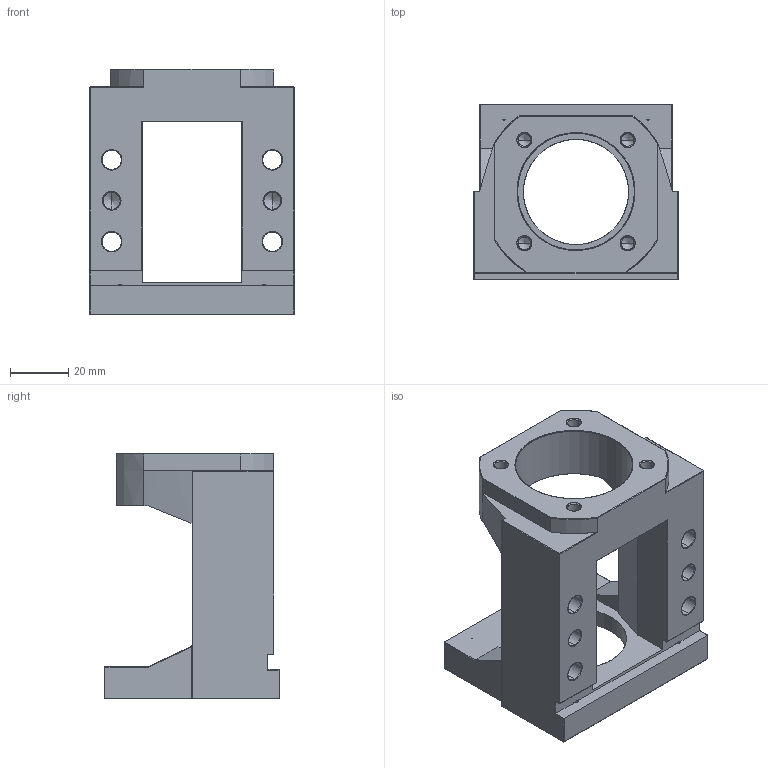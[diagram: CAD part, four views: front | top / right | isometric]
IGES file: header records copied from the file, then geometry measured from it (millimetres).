
Start section: SolidWorks IGES file using analytic representation for surfaces
Global section: file name: ｶﾇｰﾊｮyMBA15-DP.IGS,; native system: SolidWorks 2011; preprocessor: SolidWorks 2011; author: 117; date: 110929.085728; units: millimetre
Bounding box: 70 x 60 x 84 mm (x, y, z)
Surface area: 32659.2 mm2 (no closed solid volume)
Topology: 0 solids, 0 shells, 226 faces, 2604 edges, 2574 vertices
Faces by surface type: revolution 145, bspline 81
